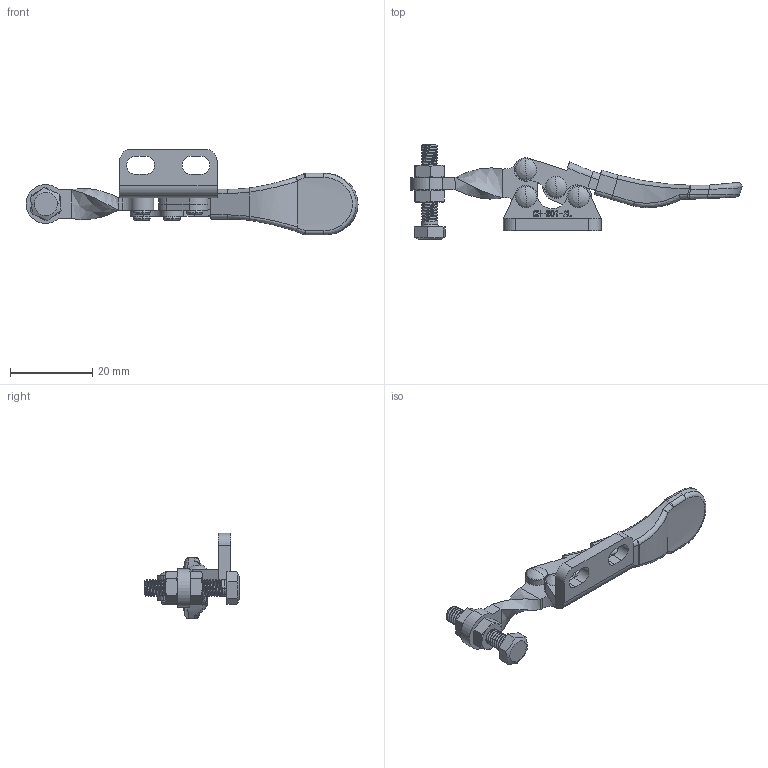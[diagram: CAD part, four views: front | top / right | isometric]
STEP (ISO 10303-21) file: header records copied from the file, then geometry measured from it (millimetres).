
FILE_DESCRIPTION (( 'STEP AP203' ), '1' );
FILE_NAME ('CH-201-AL.STEP', '2010-06-03T08:36:35', ( '·L?¥Î?' ), ( '·L?¤¤?' ), 'SwSTEP 2.0', 'SolidWorks 2005179', '' );
FILE_SCHEMA (( 'CONFIG_CONTROL_DESIGN' ));
Length unit declared in the file: millimetre
Products named in the file (10): 201-06_??; 201-03_??; CH-201-AL; CH-SA-042007_??; M4_??; 201-A-04_??; 201-A-02_??; 201-AL-01_??; 201-05_??; 201-A-03_??
Assembly tree (14 placements, depth 3):
  CH-201-AL
    201-AL-01_??
    M4_??  x2
    201-A-02_??
    201-06_??  x4
    CH-SA-042007_??
    201-A-04_??  x2
    201-03_??
      201-A-03_??
      201-05_??
Bounding box: 80.9 x 23.02 x 20.94 mm (x, y, z)
Volume: 4335.9 mm3; surface area: 7075.3 mm2
Topology: 13 solids, 13 shells, 697 faces, 1849 edges, 1195 vertices
Faces by surface type: plane 248, bspline 191, cylinder 177, torus 44, cone 31, sphere 6
Entity records: 45724 total; most frequent: CARTESIAN_POINT 30744, ORIENTED_EDGE 3302, DIRECTION 2152, EDGE_CURVE 1651, VERTEX_POINT 1083, VECTOR 856, LINE 856, EDGE_LOOP 672
